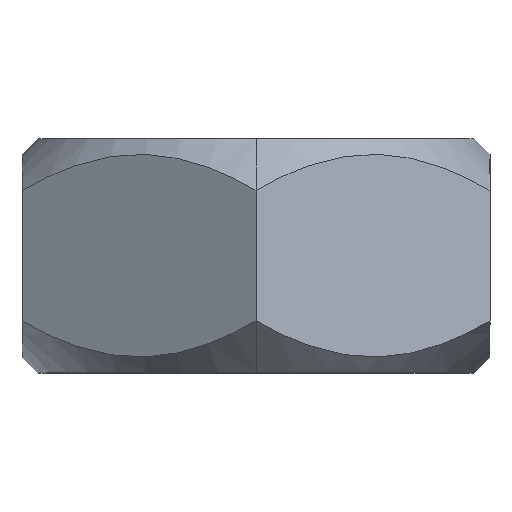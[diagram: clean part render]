
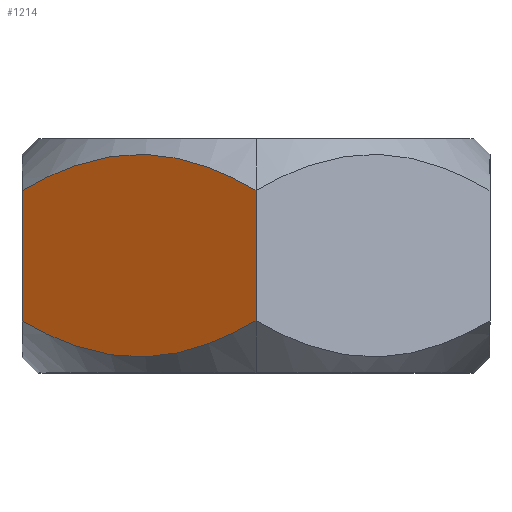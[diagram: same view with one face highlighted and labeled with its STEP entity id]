
A CAD part, top view. The second image highlights one B-rep face of the part: STEP entity #1214.
In plain terms, the highlighted planar face has unit normal (-0.5, 0, 0.866).
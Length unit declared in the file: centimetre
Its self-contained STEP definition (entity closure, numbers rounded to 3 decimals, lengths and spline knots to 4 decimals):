
#9 = DIRECTION ( 'NONE',  ( 0., -1., 0. ) ) ;
#13 = CARTESIAN_POINT ( 'NONE',  ( -0.2466, -0.3137, 0.7237 ) ) ;
#25 = CARTESIAN_POINT ( 'NONE',  ( -0.1196, -0.2722, 0.797 ) ) ;
#35 = CARTESIAN_POINT ( 'NONE',  ( -0.4423, -0.3219, 0.6106 ) ) ;
#79 = CARTESIAN_POINT ( 'NONE',  ( 0., 0.375, 0.866 ) ) ;
#82 = DIRECTION ( 'NONE',  ( -0.866, 0., -0.5 ) ) ;
#133 = ORIENTED_EDGE ( 'NONE', *, *, #228, .F. ) ;
#171 = EDGE_LOOP ( 'NONE', ( #552, #368, #133, #897 ) ) ;
#175 = CARTESIAN_POINT ( 'NONE',  ( -0.3109, -0.3252, 0.6865 ) ) ;
#197 = CARTESIAN_POINT ( 'NONE',  ( -0.75, -0.209, 0.433 ) ) ;
#228 = EDGE_CURVE ( 'NONE', #1436, #1751, #1541, .T. ) ;
#273 = CARTESIAN_POINT ( 'NONE',  ( 0., 0.209, 0.866 ) ) ;
#274 = DIRECTION ( 'NONE',  ( 0.5, 0., -0.866 ) ) ;
#350 = CARTESIAN_POINT ( 'NONE',  ( -0.5384, -0.3024, 0.5552 ) ) ;
#368 = ORIENTED_EDGE ( 'NONE', *, *, #842, .T. ) ;
#402 = B_SPLINE_CURVE_WITH_KNOTS ( 'NONE', 3,
 ( #197, #1647, #863, #350, #1468, #35, #502, #175, #13, #25, #1174, #544 ),
 .UNSPECIFIED., .F., .F.,
 ( 4, 2, 2, 2, 2, 4 ),
 ( 0., 0.0022, 0.0034, 0.0045, 0.0067, 0.0089 ),
 .UNSPECIFIED. ) ;
#469 = CARTESIAN_POINT ( 'NONE',  ( -0.3109, 0.3252, 0.6865 ) ) ;
#502 = CARTESIAN_POINT ( 'NONE',  ( -0.4091, -0.3249, 0.6298 ) ) ;
#544 = CARTESIAN_POINT ( 'NONE',  ( 0., -0.209, 0.866 ) ) ;
#552 = ORIENTED_EDGE ( 'NONE', *, *, #1558, .T. ) ;
#611 = VERTEX_POINT ( 'NONE', #1227 ) ;
#663 = B_SPLINE_CURVE_WITH_KNOTS ( 'NONE', 3,
 ( #2055, #1294, #1919, #1249, #1907, #1929, #1887, #469, #1112, #1077, #1101, #273 ),
 .UNSPECIFIED., .F., .F.,
 ( 4, 2, 2, 2, 2, 4 ),
 ( 0., 0.0022, 0.0034, 0.0045, 0.0067, 0.0089 ),
 .UNSPECIFIED. ) ;
#673 = CARTESIAN_POINT ( 'NONE',  ( -0.75, 0.375, 0.433 ) ) ;
#763 = CARTESIAN_POINT ( 'NONE',  ( -0.75, 0.375, 0.433 ) ) ;
#819 = LINE ( 'NONE', #673, #1641 ) ;
#842 = EDGE_CURVE ( 'NONE', #1033, #1751, #402, .T. ) ;
#855 = CARTESIAN_POINT ( 'NONE',  ( 0., 0.209, 0.866 ) ) ;
#863 = CARTESIAN_POINT ( 'NONE',  ( -0.6315, -0.2716, 0.5014 ) ) ;
#897 = ORIENTED_EDGE ( 'NONE', *, *, #1509, .F. ) ;
#1033 = VERTEX_POINT ( 'NONE', #1933 ) ;
#1066 = DIRECTION ( 'NONE',  ( 0., -1., 0. ) ) ;
#1077 = CARTESIAN_POINT ( 'NONE',  ( -0.1196, 0.2722, 0.797 ) ) ;
#1101 = CARTESIAN_POINT ( 'NONE',  ( -0.0589, 0.243, 0.832 ) ) ;
#1112 = CARTESIAN_POINT ( 'NONE',  ( -0.2466, 0.3137, 0.7237 ) ) ;
#1174 = CARTESIAN_POINT ( 'NONE',  ( -0.0589, -0.243, 0.832 ) ) ;
#1214 = ADVANCED_FACE ( 'NONE', ( #1578 ), #1429, .F. ) ;
#1227 = CARTESIAN_POINT ( 'NONE',  ( -0.75, 0.209, 0.433 ) ) ;
#1249 = CARTESIAN_POINT ( 'NONE',  ( -0.5384, 0.3024, 0.5552 ) ) ;
#1294 = CARTESIAN_POINT ( 'NONE',  ( -0.6914, 0.2428, 0.4668 ) ) ;
#1376 = AXIS2_PLACEMENT_3D ( 'NONE', #763, #274, #82 ) ;
#1429 = PLANE ( 'NONE',  #1376 ) ;
#1436 = VERTEX_POINT ( 'NONE', #855 ) ;
#1468 = CARTESIAN_POINT ( 'NONE',  ( -0.5068, -0.3106, 0.5734 ) ) ;
#1509 = EDGE_CURVE ( 'NONE', #611, #1436, #663, .T. ) ;
#1541 = LINE ( 'NONE', #79, #2061 ) ;
#1558 = EDGE_CURVE ( 'NONE', #611, #1033, #819, .T. ) ;
#1578 = FACE_OUTER_BOUND ( 'NONE', #171, .T. ) ;
#1641 = VECTOR ( 'NONE', #9, 100. ) ;
#1647 = CARTESIAN_POINT ( 'NONE',  ( -0.6914, -0.2428, 0.4668 ) ) ;
#1685 = CARTESIAN_POINT ( 'NONE',  ( 0., -0.209, 0.866 ) ) ;
#1751 = VERTEX_POINT ( 'NONE', #1685 ) ;
#1887 = CARTESIAN_POINT ( 'NONE',  ( -0.4091, 0.3249, 0.6298 ) ) ;
#1907 = CARTESIAN_POINT ( 'NONE',  ( -0.5068, 0.3106, 0.5734 ) ) ;
#1919 = CARTESIAN_POINT ( 'NONE',  ( -0.6315, 0.2716, 0.5014 ) ) ;
#1929 = CARTESIAN_POINT ( 'NONE',  ( -0.4423, 0.3219, 0.6106 ) ) ;
#1933 = CARTESIAN_POINT ( 'NONE',  ( -0.75, -0.209, 0.433 ) ) ;
#2055 = CARTESIAN_POINT ( 'NONE',  ( -0.75, 0.209, 0.433 ) ) ;
#2061 = VECTOR ( 'NONE', #1066, 100. ) ;
